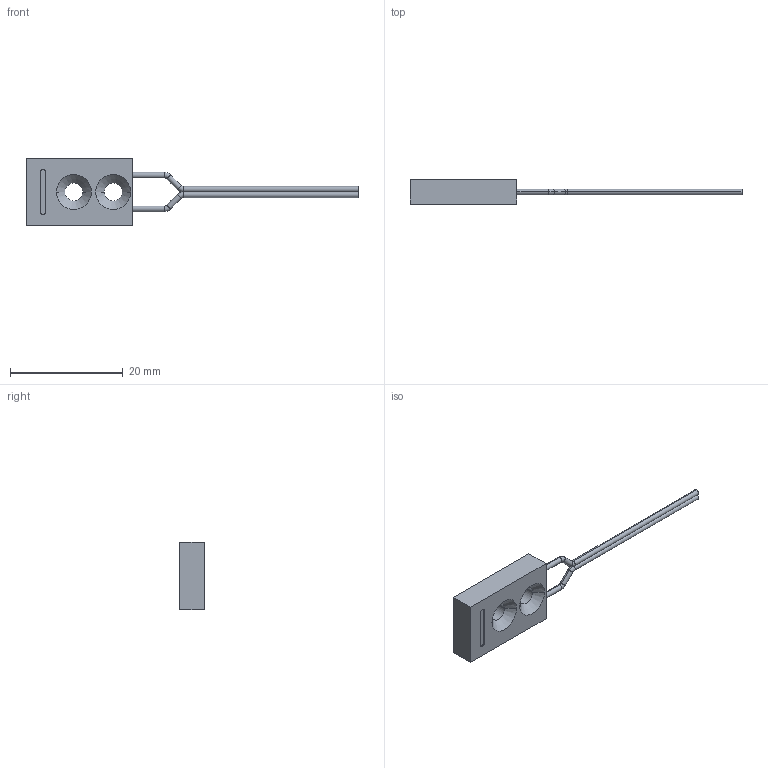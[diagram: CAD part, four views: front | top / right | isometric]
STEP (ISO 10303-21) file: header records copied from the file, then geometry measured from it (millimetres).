
FILE_DESCRIPTION((''),'2;1');
FILE_NAME('_1','2020-03-14T',('Gavin'),(''),'PRO/ENGINEER BY PARAMETRIC TECHNOLOGY CORPORATION, 2009440','PRO/ENGINEER BY PARAMETRIC TECHNOLOGY CORPORATION, 2009440','');
FILE_SCHEMA(('CONFIG_CONTROL_DESIGN'));
Length unit declared in the file: millimetre
Products named in the file (1): _1
Bounding box: 59 x 4.3 x 12 mm (x, y, z)
Volume: 944.3 mm3; surface area: 1025.8 mm2
Topology: 1 solids, 1 shells, 41 faces, 88 edges, 52 vertices
Faces by surface type: cylinder 18, plane 11, torus 8, cone 4
Entity records: 1156 total; most frequent: DIRECTION 218, CARTESIAN_POINT 181, ORIENTED_EDGE 176, AXIS2_PLACEMENT_3D 89, EDGE_CURVE 88, VERTEX_POINT 52, EDGE_LOOP 48, CIRCLE 48
